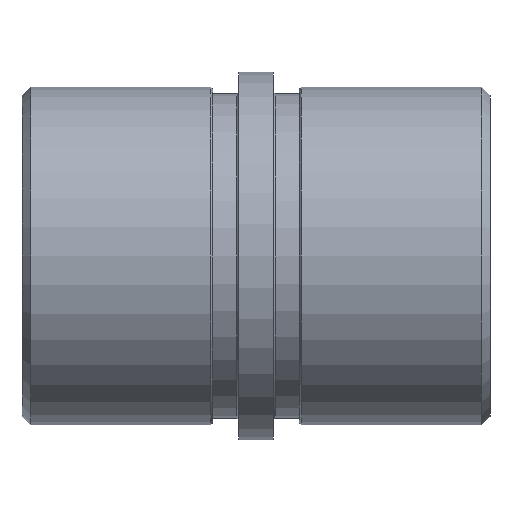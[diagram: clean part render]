
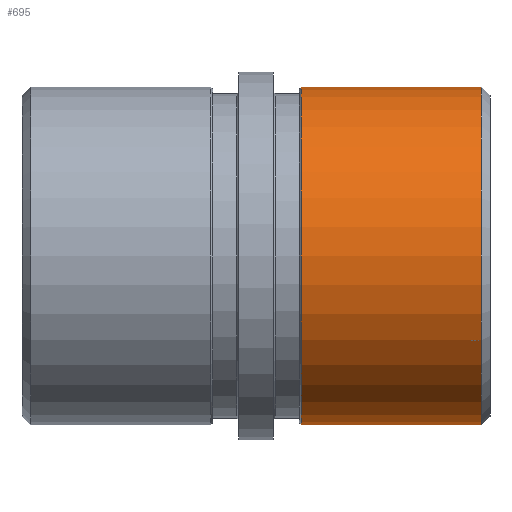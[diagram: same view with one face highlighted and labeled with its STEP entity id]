
A CAD part, front view. The second image highlights one B-rep face of the part: STEP entity #695.
In plain terms, the highlighted cylindrical face has radius 19.5 mm (diameter 39 mm), a partial arc.
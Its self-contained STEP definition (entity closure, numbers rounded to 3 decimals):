
#11 = VERTEX_POINT ( 'NONE', #827 ) ;
#27 = CARTESIAN_POINT ( 'NONE',  ( -1., 0., -19.5 ) ) ;
#33 = VERTEX_POINT ( 'NONE', #580 ) ;
#34 = FACE_OUTER_BOUND ( 'NONE', #58, .T. ) ;
#38 = LINE ( 'NONE', #125, #176 ) ;
#58 = EDGE_LOOP ( 'NONE', ( #482, #486, #257, #600 ) ) ;
#63 = CARTESIAN_POINT ( 'NONE',  ( -21.8, 0., 0. ) ) ;
#116 = CIRCLE ( 'NONE', #670, 19.5 ) ;
#121 = AXIS2_PLACEMENT_3D ( 'NONE', #63, #584, #390 ) ;
#125 = CARTESIAN_POINT ( 'NONE',  ( 0., 0., 19.5 ) ) ;
#176 = VECTOR ( 'NONE', #185, 1000. ) ;
#185 = DIRECTION ( 'NONE',  ( 1., 0., 0. ) ) ;
#220 = LINE ( 'NONE', #832, #369 ) ;
#242 = EDGE_CURVE ( 'NONE', #11, #33, #622, .T. ) ;
#257 = ORIENTED_EDGE ( 'NONE', *, *, #435, .T. ) ;
#259 = DIRECTION ( 'NONE',  ( 1., 0., 0. ) ) ;
#302 = EDGE_CURVE ( 'NONE', #11, #652, #38, .T. ) ;
#354 = AXIS2_PLACEMENT_3D ( 'NONE', #394, #573, #690 ) ;
#369 = VECTOR ( 'NONE', #259, 1000. ) ;
#390 = DIRECTION ( 'NONE',  ( 0., 0., 1. ) ) ;
#391 = VERTEX_POINT ( 'NONE', #27 ) ;
#394 = CARTESIAN_POINT ( 'NONE',  ( 0., 0., 0. ) ) ;
#435 = EDGE_CURVE ( 'NONE', #33, #391, #220, .T. ) ;
#482 = ORIENTED_EDGE ( 'NONE', *, *, #302, .F. ) ;
#486 = ORIENTED_EDGE ( 'NONE', *, *, #242, .T. ) ;
#573 = DIRECTION ( 'NONE',  ( 1., 0., 0. ) ) ;
#580 = CARTESIAN_POINT ( 'NONE',  ( -21.8, 0., -19.5 ) ) ;
#584 = DIRECTION ( 'NONE',  ( 1., 0., 0. ) ) ;
#600 = ORIENTED_EDGE ( 'NONE', *, *, #675, .T. ) ;
#622 = CIRCLE ( 'NONE', #121, 19.5 ) ;
#652 = VERTEX_POINT ( 'NONE', #774 ) ;
#670 = AXIS2_PLACEMENT_3D ( 'NONE', #820, #698, #754 ) ;
#675 = EDGE_CURVE ( 'NONE', #391, #652, #116, .T. ) ;
#690 = DIRECTION ( 'NONE',  ( 0., 0., -1. ) ) ;
#695 = ADVANCED_FACE ( 'NONE', ( #34 ), #721, .T. ) ;
#698 = DIRECTION ( 'NONE',  ( -1., 0., 0. ) ) ;
#721 = CYLINDRICAL_SURFACE ( 'NONE', #354, 19.5 ) ;
#754 = DIRECTION ( 'NONE',  ( 0., 0., -1. ) ) ;
#774 = CARTESIAN_POINT ( 'NONE',  ( -1., 0., 19.5 ) ) ;
#820 = CARTESIAN_POINT ( 'NONE',  ( -1., 0., 0. ) ) ;
#827 = CARTESIAN_POINT ( 'NONE',  ( -21.8, 0., 19.5 ) ) ;
#832 = CARTESIAN_POINT ( 'NONE',  ( 0., 0., -19.5 ) ) ;
